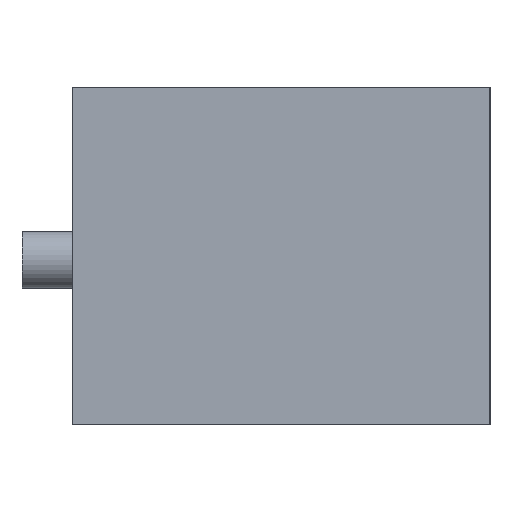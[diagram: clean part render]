
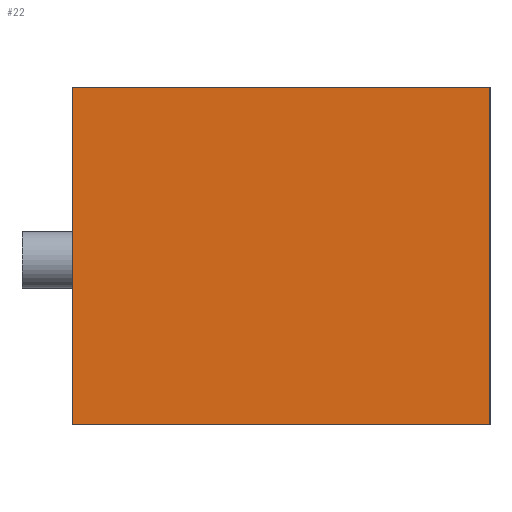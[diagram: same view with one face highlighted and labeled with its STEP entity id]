
A CAD part, left-side view. The second image highlights one B-rep face of the part: STEP entity #22.
In plain terms, the highlighted planar face has unit normal (-1, 0, 0).
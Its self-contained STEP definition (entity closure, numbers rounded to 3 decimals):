
#3 = EDGE_CURVE ( 'NONE', #401, #428, #343, .T. ) ;
#14 = CARTESIAN_POINT ( 'NONE',  ( -16.05, -4.5, 12.2 ) ) ;
#17 = CARTESIAN_POINT ( 'NONE',  ( -16.05, 17., 12.2 ) ) ;
#22 = ADVANCED_FACE ( 'NONE', ( #388 ), #340, .F. ) ;
#99 = DIRECTION ( 'NONE',  ( 0., 1., 0. ) ) ;
#109 = CARTESIAN_POINT ( 'NONE',  ( -16.05, -3.5, 14.6 ) ) ;
#115 = DIRECTION ( 'NONE',  ( 0., -1., 0. ) ) ;
#135 = VECTOR ( 'NONE', #99, 1000. ) ;
#139 = VECTOR ( 'NONE', #115, 1000. ) ;
#209 = DIRECTION ( 'NONE',  ( 0., 0., -1. ) ) ;
#236 = VECTOR ( 'NONE', #209, 1000. ) ;
#256 = CARTESIAN_POINT ( 'NONE',  ( -16.05, 17., -2. ) ) ;
#259 = DIRECTION ( 'NONE',  ( 0., 0., -1. ) ) ;
#289 = LINE ( 'NONE', #295, #135 ) ;
#295 = CARTESIAN_POINT ( 'NONE',  ( -16.05, 17., -2. ) ) ;
#305 = CARTESIAN_POINT ( 'NONE',  ( -16.05, -3.5, 12.2 ) ) ;
#328 = ORIENTED_EDGE ( 'NONE', *, *, #493, .F. ) ;
#336 = VERTEX_POINT ( 'NONE', #109 ) ;
#340 = PLANE ( 'NONE',  #345 ) ;
#343 = LINE ( 'NONE', #17, #236 ) ;
#345 = AXIS2_PLACEMENT_3D ( 'NONE', #14, #570, #479 ) ;
#346 = EDGE_CURVE ( 'NONE', #414, #428, #289, .T. ) ;
#351 = LINE ( 'NONE', #532, #139 ) ;
#359 = ORIENTED_EDGE ( 'NONE', *, *, #3, .T. ) ;
#360 = ORIENTED_EDGE ( 'NONE', *, *, #516, .F. ) ;
#387 = VECTOR ( 'NONE', #259, 1000. ) ;
#388 = FACE_OUTER_BOUND ( 'NONE', #521, .T. ) ;
#397 = CARTESIAN_POINT ( 'NONE',  ( -16.05, -3.5, -2. ) ) ;
#401 = VERTEX_POINT ( 'NONE', #434 ) ;
#414 = VERTEX_POINT ( 'NONE', #397 ) ;
#428 = VERTEX_POINT ( 'NONE', #256 ) ;
#434 = CARTESIAN_POINT ( 'NONE',  ( -16.05, 17., 14.6 ) ) ;
#442 = LINE ( 'NONE', #305, #387 ) ;
#456 = ORIENTED_EDGE ( 'NONE', *, *, #346, .F. ) ;
#479 = DIRECTION ( 'NONE',  ( 0., 0., -1. ) ) ;
#493 = EDGE_CURVE ( 'NONE', #401, #336, #351, .T. ) ;
#516 = EDGE_CURVE ( 'NONE', #336, #414, #442, .T. ) ;
#521 = EDGE_LOOP ( 'NONE', ( #359, #456, #360, #328 ) ) ;
#532 = CARTESIAN_POINT ( 'NONE',  ( -16.05, 17., 14.6 ) ) ;
#570 = DIRECTION ( 'NONE',  ( 1., 0., 0. ) ) ;
